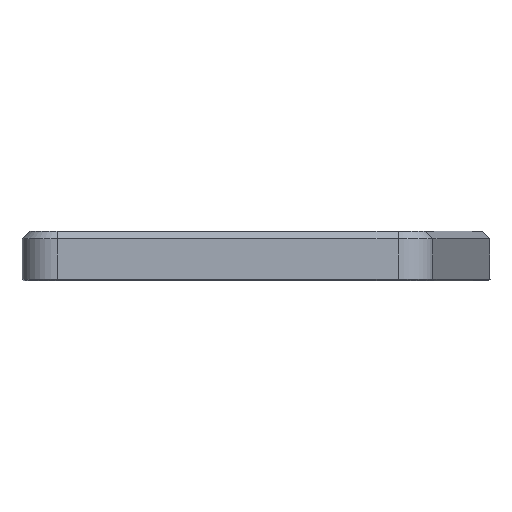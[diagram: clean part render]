
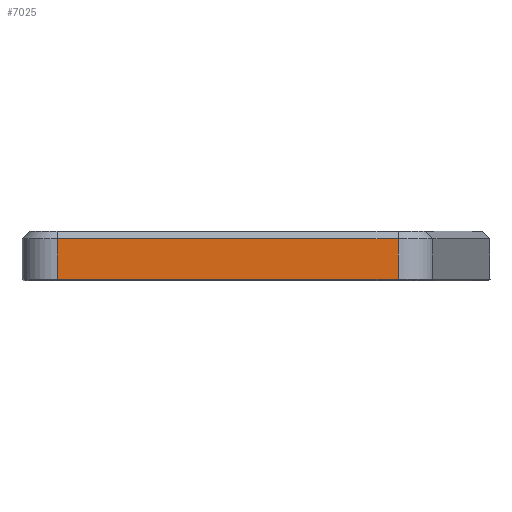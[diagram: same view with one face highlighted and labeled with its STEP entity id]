
A CAD part, left-side view. The second image highlights one B-rep face of the part: STEP entity #7025.
In plain terms, the highlighted planar face has unit normal (-1, 0, 0).
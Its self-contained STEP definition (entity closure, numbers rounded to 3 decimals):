
#3049 = VERTEX_POINT('',#3050);
#3050 = CARTESIAN_POINT('',(-229.05,77.2,10.5));
#3073 = EDGE_CURVE('',#3049,#3074,#3076,.T.);
#3074 = VERTEX_POINT('',#3075);
#3075 = CARTESIAN_POINT('',(-229.05,-11.954,10.5));
#3076 = LINE('',#3077,#3078);
#3077 = CARTESIAN_POINT('',(-229.05,77.2,10.5));
#3078 = VECTOR('',#3079,1.);
#3079 = DIRECTION('',(-0.,-1.,-0.));
#5473 = VERTEX_POINT('',#5474);
#5474 = CARTESIAN_POINT('',(-229.05,-11.954,21.1));
#5498 = VERTEX_POINT('',#5499);
#5499 = CARTESIAN_POINT('',(-229.05,77.2,21.1));
#5505 = EDGE_CURVE('',#5473,#5498,#5506,.T.);
#5506 = LINE('',#5507,#5508);
#5507 = CARTESIAN_POINT('',(-229.05,-11.954,21.1));
#5508 = VECTOR('',#5509,1.);
#5509 = DIRECTION('',(0.,1.,0.));
#6833 = EDGE_CURVE('',#5498,#3049,#6834,.T.);
#6834 = LINE('',#6835,#6836);
#6835 = CARTESIAN_POINT('',(-229.05,77.2,23.1));
#6836 = VECTOR('',#6837,1.);
#6837 = DIRECTION('',(-0.,0.,-1.));
#7025 = ADVANCED_FACE('',(#7026),#7037,.T.);
#7026 = FACE_BOUND('',#7027,.F.);
#7027 = EDGE_LOOP('',(#7028,#7029,#7030,#7036));
#7028 = ORIENTED_EDGE('',*,*,#6833,.F.);
#7029 = ORIENTED_EDGE('',*,*,#5505,.F.);
#7030 = ORIENTED_EDGE('',*,*,#7031,.T.);
#7031 = EDGE_CURVE('',#5473,#3074,#7032,.T.);
#7032 = LINE('',#7033,#7034);
#7033 = CARTESIAN_POINT('',(-229.05,-11.954,23.1));
#7034 = VECTOR('',#7035,1.);
#7035 = DIRECTION('',(-0.,0.,-1.));
#7036 = ORIENTED_EDGE('',*,*,#3073,.F.);
#7037 = PLANE('',#7038);
#7038 = AXIS2_PLACEMENT_3D('',#7039,#7040,#7041);
#7039 = CARTESIAN_POINT('',(-229.05,77.2,23.1));
#7040 = DIRECTION('',(-1.,-0.,-0.));
#7041 = DIRECTION('',(0.,0.,1.));
